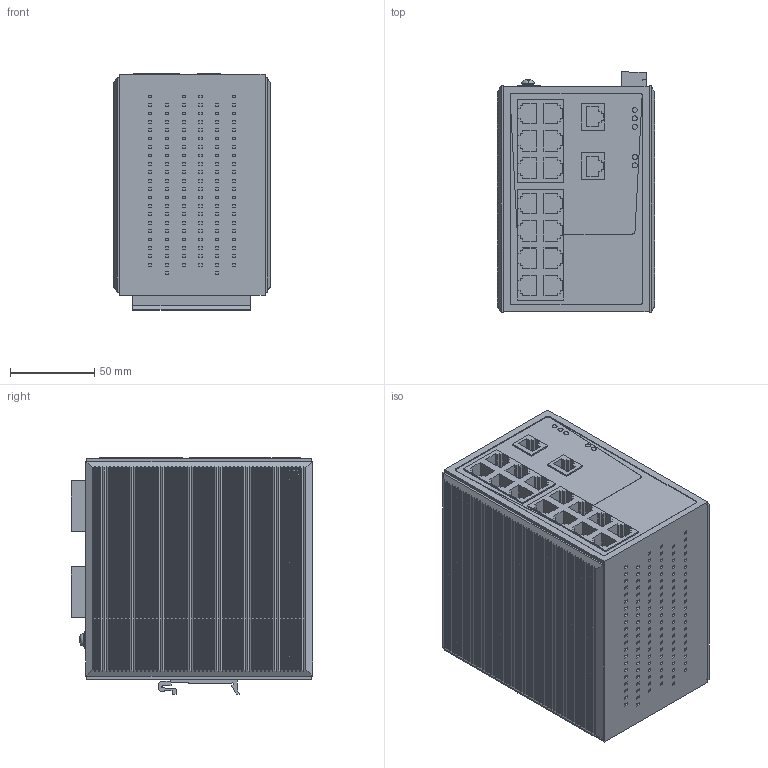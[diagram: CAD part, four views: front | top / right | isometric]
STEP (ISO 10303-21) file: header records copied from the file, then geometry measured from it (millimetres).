
FILE_DESCRIPTION(('CATIA V5R24 STEP','CAx-IF Rec.Pracs.--- Model Styling and Organization---1.2---2011-12-15'),'2;1');
FILE_NAME ('D1308932_1_1286820000_S3D_IE_SW_PL16M_PL16MT_16TX.stp','2018-09-03T12:38:40+00:00',('none'),('Weidmueller'),'CATIA Version 5-6 Release 2014 SP4','CATIA V5 STEP AP214','none');
FILE_SCHEMA(('AUTOMOTIVE_DESIGN { 1 0 10303 214 1 1 1 1 }'));
Products named in the file (1): 1241100000
Bounding box: 93.97 x 143.55 x 140.63 mm (x, y, z)
Volume: 1619410.2 mm3; surface area: 221312.3 mm2
Topology: 30 solids, 30 shells, 2419 faces, 6245 edges, 4165 vertices
Faces by surface type: plane 2000, cylinder 211, extrusion 206, torus 2
Entity records: 78050 total; most frequent: CARTESIAN_POINT 19228, ORIENTED_EDGE 12490, DIRECTION 9442, EDGE_CURVE 6245, VECTOR 5554, LINE 5348, VERTEX_POINT 4165, EDGE_LOOP 2714
